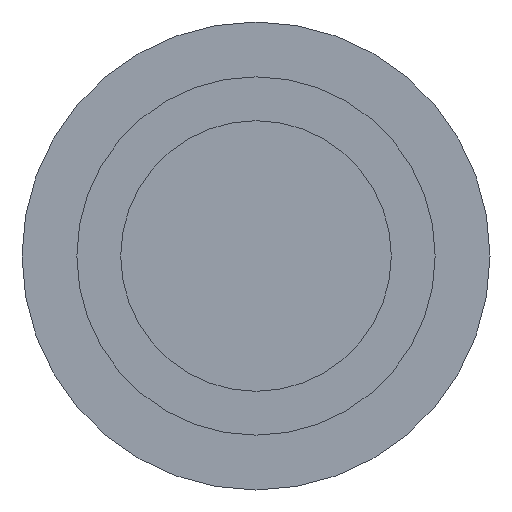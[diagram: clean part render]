
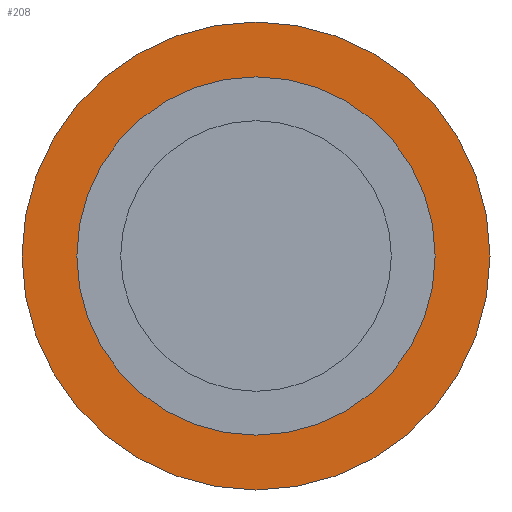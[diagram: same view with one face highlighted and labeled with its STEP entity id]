
A CAD part, left-side view. The second image highlights one B-rep face of the part: STEP entity #208.
In plain terms, the highlighted planar face has unit normal (-1, 0, 0).
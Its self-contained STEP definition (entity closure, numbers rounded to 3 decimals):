
#16 = VERTEX_POINT ( 'NONE', #150 ) ;
#27 = DIRECTION ( 'NONE',  ( 0., 0., 1. ) ) ;
#35 = DIRECTION ( 'NONE',  ( -1., 0., 0. ) ) ;
#46 = AXIS2_PLACEMENT_3D ( 'NONE', #338, #384, #276 ) ;
#48 = CIRCLE ( 'NONE', #393, 24.5 ) ;
#53 = EDGE_CURVE ( 'NONE', #404, #447, #424, .T. ) ;
#59 = EDGE_LOOP ( 'NONE', ( #134, #487 ) ) ;
#71 = CARTESIAN_POINT ( 'NONE',  ( -11.668, 5.132, 0. ) ) ;
#115 = DIRECTION ( 'NONE',  ( 0., 0., 1. ) ) ;
#134 = ORIENTED_EDGE ( 'NONE', *, *, #53, .T. ) ;
#137 = CARTESIAN_POINT ( 'NONE',  ( -11.668, 5.132, -24.5 ) ) ;
#140 = CARTESIAN_POINT ( 'NONE',  ( -11.668, 0., 0. ) ) ;
#150 = CARTESIAN_POINT ( 'NONE',  ( -11.668, 5.132, 24.5 ) ) ;
#151 = VERTEX_POINT ( 'NONE', #137 ) ;
#153 = DIRECTION ( 'NONE',  ( 0., 0., 1. ) ) ;
#174 = DIRECTION ( 'NONE',  ( 1., 0., 0. ) ) ;
#181 = AXIS2_PLACEMENT_3D ( 'NONE', #405, #35, #115 ) ;
#194 = DIRECTION ( 'NONE',  ( -1., 0., 0. ) ) ;
#208 = ADVANCED_FACE ( 'NONE', ( #323, #469 ), #476, .F. ) ;
#213 = AXIS2_PLACEMENT_3D ( 'NONE', #230, #194, #153 ) ;
#230 = CARTESIAN_POINT ( 'NONE',  ( -11.668, 5.132, 0. ) ) ;
#265 = CIRCLE ( 'NONE', #46, 32. ) ;
#271 = CARTESIAN_POINT ( 'NONE',  ( -11.668, 5.132, 32. ) ) ;
#276 = DIRECTION ( 'NONE',  ( 0., 0., 1. ) ) ;
#304 = EDGE_CURVE ( 'NONE', #151, #16, #418, .T. ) ;
#323 = FACE_BOUND ( 'NONE', #450, .T. ) ;
#338 = CARTESIAN_POINT ( 'NONE',  ( -11.668, 5.132, 0. ) ) ;
#346 = EDGE_CURVE ( 'NONE', #16, #151, #48, .T. ) ;
#363 = ORIENTED_EDGE ( 'NONE', *, *, #304, .F. ) ;
#369 = AXIS2_PLACEMENT_3D ( 'NONE', #140, #174, #391 ) ;
#370 = ORIENTED_EDGE ( 'NONE', *, *, #346, .F. ) ;
#372 = DIRECTION ( 'NONE',  ( -1., 0., 0. ) ) ;
#384 = DIRECTION ( 'NONE',  ( -1., 0., 0. ) ) ;
#391 = DIRECTION ( 'NONE',  ( 0., 0., -1. ) ) ;
#393 = AXIS2_PLACEMENT_3D ( 'NONE', #71, #372, #27 ) ;
#404 = VERTEX_POINT ( 'NONE', #271 ) ;
#405 = CARTESIAN_POINT ( 'NONE',  ( -11.668, 5.132, 0. ) ) ;
#418 = CIRCLE ( 'NONE', #181, 24.5 ) ;
#419 = EDGE_CURVE ( 'NONE', #447, #404, #265, .T. ) ;
#424 = CIRCLE ( 'NONE', #213, 32. ) ;
#447 = VERTEX_POINT ( 'NONE', #489 ) ;
#450 = EDGE_LOOP ( 'NONE', ( #370, #363 ) ) ;
#469 = FACE_OUTER_BOUND ( 'NONE', #59, .T. ) ;
#476 = PLANE ( 'NONE',  #369 ) ;
#487 = ORIENTED_EDGE ( 'NONE', *, *, #419, .T. ) ;
#489 = CARTESIAN_POINT ( 'NONE',  ( -11.668, 5.132, -32. ) ) ;
